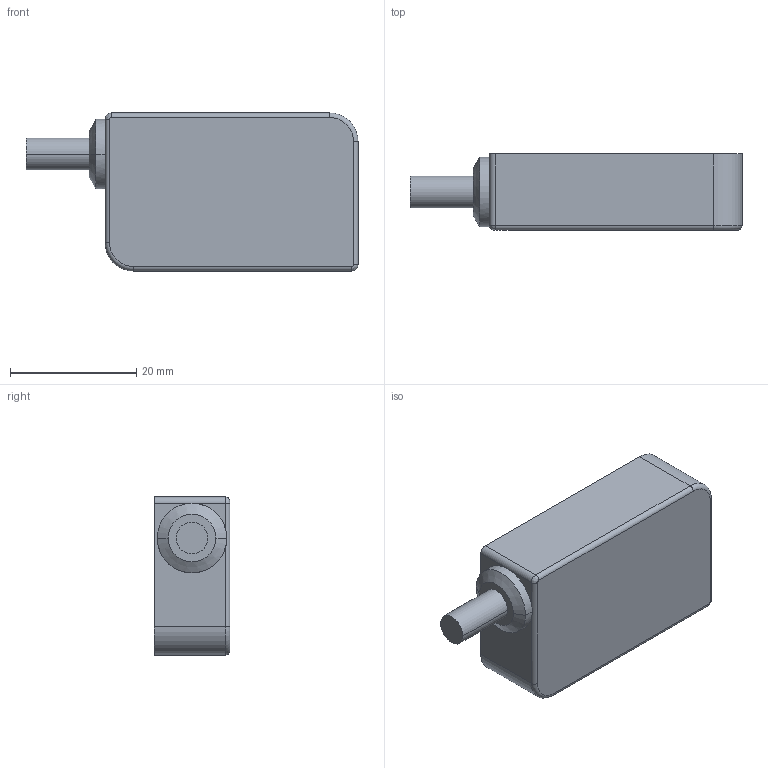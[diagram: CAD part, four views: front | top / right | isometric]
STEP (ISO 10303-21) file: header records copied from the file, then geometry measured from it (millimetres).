
FILE_DESCRIPTION((''),'2;1');
FILE_NAME('DM_CAD-2162_07C0Z1_KA_SW0001','2015-08-20T',('Creinig-se'),(''),'PRO/ENGINEER BY PARAMETRIC TECHNOLOGY CORPORATION, 2013050','PRO/ENGINEER BY PARAMETRIC TECHNOLOGY CORPORATION, 2013050','');
FILE_SCHEMA(('CONFIG_CONTROL_DESIGN'));
Length unit declared in the file: millimetre
Products named in the file (1): DM_CAD-2162_07C0Z1_KA_SW0001
Bounding box: 52.5 x 12 x 25 mm (x, y, z)
Volume: 12148 mm3; surface area: 3920.7 mm2
Topology: 1 solids, 1 shells, 90 faces, 277 edges, 267 vertices
Faces by surface type: cylinder 40, plane 34, cone 8, torus 6, bspline 2
Entity records: 3955 total; most frequent: CARTESIAN_POINT 652, DIRECTION 564, ORIENTED_EDGE 420, AXIS2_PLACEMENT_3D 210, EDGE_CURVE 210, PRESENTATION_STYLE_ASSIGNMENT 150, STYLED_ITEM 150, VECTOR 144
